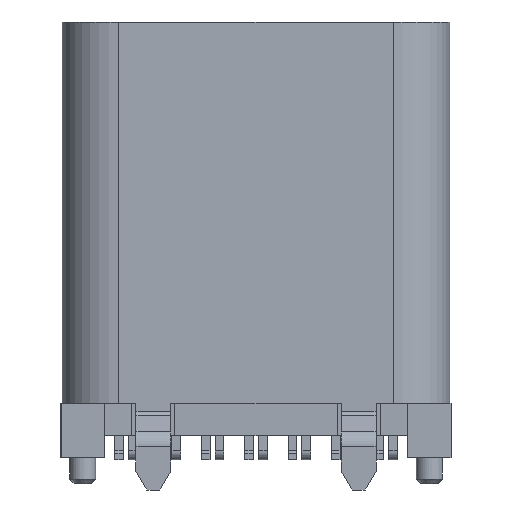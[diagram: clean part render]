
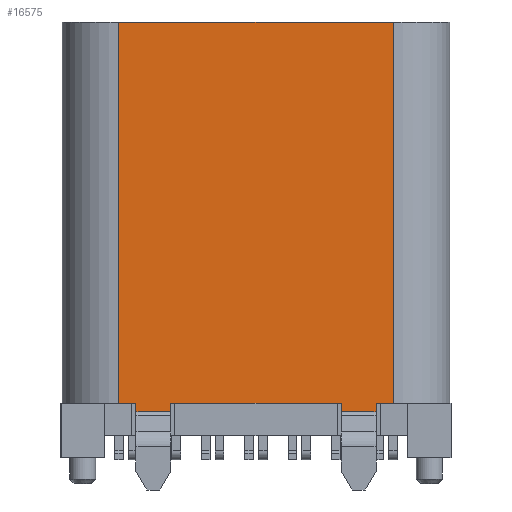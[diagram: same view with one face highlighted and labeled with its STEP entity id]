
A CAD part, left-side view. The second image highlights one B-rep face of the part: STEP entity #16575.
In plain terms, the highlighted planar face has unit normal (-1, 0, 0).
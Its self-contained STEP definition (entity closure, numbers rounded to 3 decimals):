
#310 = ORIENTED_EDGE ( 'NONE', *, *, #14216, .F. ) ;
#315 = VERTEX_POINT ( 'NONE', #12339 ) ;
#369 = LINE ( 'NONE', #8532, #20712 ) ;
#865 = EDGE_CURVE ( 'NONE', #3908, #17184, #21639, .T. ) ;
#1214 = CARTESIAN_POINT ( 'NONE',  ( -1.58, 1.97, -4.4 ) ) ;
#1308 = VECTOR ( 'NONE', #18976, 1000. ) ;
#1477 = DIRECTION ( 'NONE',  ( 0., 0., -1. ) ) ;
#1801 = DIRECTION ( 'NONE',  ( 0., 0., -1. ) ) ;
#1982 = LINE ( 'NONE', #23895, #13610 ) ;
#2578 = ORIENTED_EDGE ( 'NONE', *, *, #5395, .T. ) ;
#3008 = LINE ( 'NONE', #1214, #1308 ) ;
#3023 = CARTESIAN_POINT ( 'NONE',  ( -1.58, -1.97, -4.4 ) ) ;
#3057 = ORIENTED_EDGE ( 'NONE', *, *, #14989, .F. ) ;
#3331 = CARTESIAN_POINT ( 'NONE',  ( -1.58, -2.77, -4.592 ) ) ;
#3361 = VERTEX_POINT ( 'NONE', #11987 ) ;
#3460 = DIRECTION ( 'NONE',  ( 0., 1., 0. ) ) ;
#3866 = VERTEX_POINT ( 'NONE', #14564 ) ;
#3908 = VERTEX_POINT ( 'NONE', #14297 ) ;
#4145 = CARTESIAN_POINT ( 'NONE',  ( -1.58, -3.17, -4.4 ) ) ;
#4258 = VECTOR ( 'NONE', #9773, 1000. ) ;
#4266 = DIRECTION ( 'NONE',  ( 0., 0., -1. ) ) ;
#5395 = EDGE_CURVE ( 'NONE', #22938, #5715, #1982, .T. ) ;
#5715 = VERTEX_POINT ( 'NONE', #6640 ) ;
#5975 = CARTESIAN_POINT ( 'NONE',  ( -1.58, 2.77, -4.4 ) ) ;
#6033 = EDGE_CURVE ( 'NONE', #22473, #17534, #12231, .T. ) ;
#6126 = CARTESIAN_POINT ( 'NONE',  ( -1.58, 1.97, -4.592 ) ) ;
#6640 = CARTESIAN_POINT ( 'NONE',  ( -1.58, -3.17, -4.4 ) ) ;
#6750 = EDGE_CURVE ( 'NONE', #22938, #3908, #369, .T. ) ;
#6918 = PLANE ( 'NONE',  #10281 ) ;
#7039 = EDGE_LOOP ( 'NONE', ( #17125, #20212, #24466, #17958, #13241, #17566, #10520, #24482, #2578, #310, #3057, #13259 ) ) ;
#7179 = EDGE_CURVE ( 'NONE', #17534, #17184, #14940, .T. ) ;
#7525 = VERTEX_POINT ( 'NONE', #15358 ) ;
#7676 = CARTESIAN_POINT ( 'NONE',  ( -1.58, 3.17, 4.4 ) ) ;
#8266 = DIRECTION ( 'NONE',  ( 0., -1., 0. ) ) ;
#8532 = CARTESIAN_POINT ( 'NONE',  ( -1.58, -2.77, -4.4 ) ) ;
#9045 = VECTOR ( 'NONE', #11020, 1000. ) ;
#9163 = DIRECTION ( 'NONE',  ( 0., -1., 0. ) ) ;
#9230 = LINE ( 'NONE', #7676, #4258 ) ;
#9773 = DIRECTION ( 'NONE',  ( 0., 0., -1. ) ) ;
#9920 = VECTOR ( 'NONE', #16019, 1000. ) ;
#10219 = LINE ( 'NONE', #18211, #24178 ) ;
#10268 = EDGE_CURVE ( 'NONE', #22473, #18859, #3008, .T. ) ;
#10281 = AXIS2_PLACEMENT_3D ( 'NONE', #16980, #12667, #10564 ) ;
#10520 = ORIENTED_EDGE ( 'NONE', *, *, #865, .F. ) ;
#10564 = DIRECTION ( 'NONE',  ( 0., 0., -1. ) ) ;
#10715 = EDGE_CURVE ( 'NONE', #3361, #24571, #9230, .T. ) ;
#10847 = CARTESIAN_POINT ( 'NONE',  ( -1.58, -3.17, -4.4 ) ) ;
#11020 = DIRECTION ( 'NONE',  ( 0., 0., -1. ) ) ;
#11356 = LINE ( 'NONE', #10847, #20138 ) ;
#11655 = DIRECTION ( 'NONE',  ( 0., -1., 0. ) ) ;
#11718 = CARTESIAN_POINT ( 'NONE',  ( -1.58, -1.97, -4.4 ) ) ;
#11987 = CARTESIAN_POINT ( 'NONE',  ( -1.58, 3.17, 4.4 ) ) ;
#12202 = EDGE_CURVE ( 'NONE', #24571, #3866, #11356, .T. ) ;
#12231 = LINE ( 'NONE', #4145, #9920 ) ;
#12339 = CARTESIAN_POINT ( 'NONE',  ( -1.58, -3.17, 4.4 ) ) ;
#12341 = VECTOR ( 'NONE', #3460, 1000. ) ;
#12667 = DIRECTION ( 'NONE',  ( 1., 0., 0. ) ) ;
#13241 = ORIENTED_EDGE ( 'NONE', *, *, #6033, .T. ) ;
#13259 = ORIENTED_EDGE ( 'NONE', *, *, #10715, .T. ) ;
#13315 = EDGE_CURVE ( 'NONE', #7525, #18859, #10219, .T. ) ;
#13610 = VECTOR ( 'NONE', #11655, 1000. ) ;
#14216 = EDGE_CURVE ( 'NONE', #315, #5715, #25758, .T. ) ;
#14297 = CARTESIAN_POINT ( 'NONE',  ( -1.58, -2.77, -4.592 ) ) ;
#14564 = CARTESIAN_POINT ( 'NONE',  ( -1.58, 2.77, -4.4 ) ) ;
#14940 = LINE ( 'NONE', #3023, #9045 ) ;
#14989 = EDGE_CURVE ( 'NONE', #3361, #315, #24852, .T. ) ;
#15358 = CARTESIAN_POINT ( 'NONE',  ( -1.58, 2.77, -4.592 ) ) ;
#15433 = CARTESIAN_POINT ( 'NONE',  ( -1.58, 1.97, -4.4 ) ) ;
#15733 = CARTESIAN_POINT ( 'NONE',  ( -1.58, -1.97, -4.592 ) ) ;
#15898 = LINE ( 'NONE', #5975, #22578 ) ;
#16019 = DIRECTION ( 'NONE',  ( 0., -1., 0. ) ) ;
#16575 = ADVANCED_FACE ( 'NONE', ( #22698 ), #6918, .F. ) ;
#16980 = CARTESIAN_POINT ( 'NONE',  ( -1.58, -3.17, 4.4 ) ) ;
#17125 = ORIENTED_EDGE ( 'NONE', *, *, #12202, .T. ) ;
#17184 = VERTEX_POINT ( 'NONE', #15733 ) ;
#17531 = CARTESIAN_POINT ( 'NONE',  ( -1.58, -3.17, 4.4 ) ) ;
#17534 = VERTEX_POINT ( 'NONE', #11718 ) ;
#17566 = ORIENTED_EDGE ( 'NONE', *, *, #7179, .T. ) ;
#17958 = ORIENTED_EDGE ( 'NONE', *, *, #10268, .F. ) ;
#18211 = CARTESIAN_POINT ( 'NONE',  ( -1.58, 2.77, -4.592 ) ) ;
#18859 = VERTEX_POINT ( 'NONE', #6126 ) ;
#18925 = VECTOR ( 'NONE', #1477, 1000. ) ;
#18976 = DIRECTION ( 'NONE',  ( 0., 0., -1. ) ) ;
#20138 = VECTOR ( 'NONE', #21156, 1000. ) ;
#20212 = ORIENTED_EDGE ( 'NONE', *, *, #20775, .T. ) ;
#20712 = VECTOR ( 'NONE', #4266, 1000. ) ;
#20775 = EDGE_CURVE ( 'NONE', #3866, #7525, #15898, .T. ) ;
#21156 = DIRECTION ( 'NONE',  ( 0., -1., 0. ) ) ;
#21639 = LINE ( 'NONE', #3331, #12341 ) ;
#21969 = CARTESIAN_POINT ( 'NONE',  ( -1.58, -2.77, -4.4 ) ) ;
#22473 = VERTEX_POINT ( 'NONE', #15433 ) ;
#22578 = VECTOR ( 'NONE', #1801, 1000. ) ;
#22698 = FACE_OUTER_BOUND ( 'NONE', #7039, .T. ) ;
#22938 = VERTEX_POINT ( 'NONE', #21969 ) ;
#23110 = CARTESIAN_POINT ( 'NONE',  ( -1.58, -3.17, 4.4 ) ) ;
#23895 = CARTESIAN_POINT ( 'NONE',  ( -1.58, -3.17, -4.4 ) ) ;
#24178 = VECTOR ( 'NONE', #8266, 1000. ) ;
#24236 = CARTESIAN_POINT ( 'NONE',  ( -1.58, 3.17, -4.4 ) ) ;
#24466 = ORIENTED_EDGE ( 'NONE', *, *, #13315, .T. ) ;
#24482 = ORIENTED_EDGE ( 'NONE', *, *, #6750, .F. ) ;
#24571 = VERTEX_POINT ( 'NONE', #24236 ) ;
#24852 = LINE ( 'NONE', #23110, #25633 ) ;
#25633 = VECTOR ( 'NONE', #9163, 1000. ) ;
#25758 = LINE ( 'NONE', #17531, #18925 ) ;
